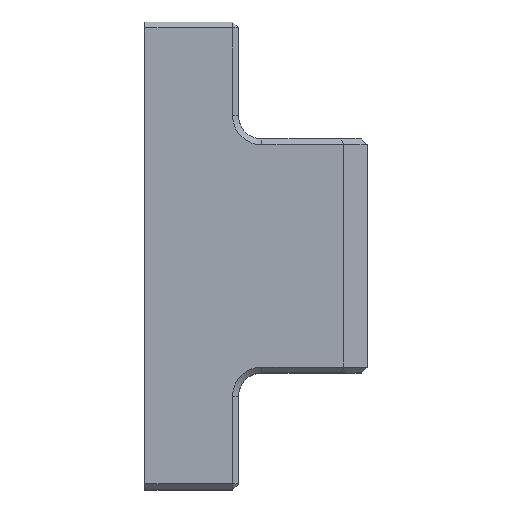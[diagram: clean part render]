
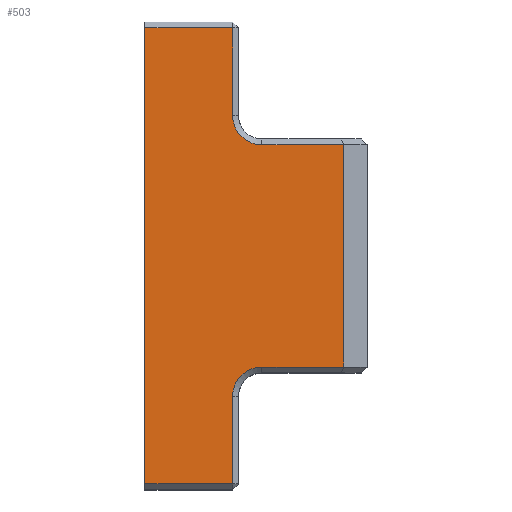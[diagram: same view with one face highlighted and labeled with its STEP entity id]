
A CAD part, top view. The second image highlights one B-rep face of the part: STEP entity #503.
In plain terms, the highlighted planar face has unit normal (0, 0, 1).
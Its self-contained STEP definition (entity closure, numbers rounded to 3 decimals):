
#5 = DIRECTION ( 'NONE',  ( 0., 0., -1. ) ) ;
#13 = AXIS2_PLACEMENT_3D ( 'NONE', #989, #5, #1117 ) ;
#31 = ORIENTED_EDGE ( 'NONE', *, *, #1244, .T. ) ;
#44 = EDGE_CURVE ( 'NONE', #647, #1305, #74, .T. ) ;
#51 = EDGE_CURVE ( 'NONE', #912, #1389, #1060, .T. ) ;
#52 = ORIENTED_EDGE ( 'NONE', *, *, #690, .T. ) ;
#58 = CARTESIAN_POINT ( 'NONE',  ( 0., -40., 10. ) ) ;
#63 = CARTESIAN_POINT ( 'NONE',  ( 17., -29.5, 10. ) ) ;
#74 = LINE ( 'NONE', #58, #636 ) ;
#117 = EDGE_CURVE ( 'NONE', #844, #1566, #1542, .T. ) ;
#196 = LINE ( 'NONE', #1624, #1229 ) ;
#200 = VERTEX_POINT ( 'NONE', #343 ) ;
#237 = DIRECTION ( 'NONE',  ( 0., 1., 0. ) ) ;
#247 = CARTESIAN_POINT ( 'NONE',  ( 7.5, 0., 10. ) ) ;
#307 = CARTESIAN_POINT ( 'NONE',  ( 7.5, -32., 10. ) ) ;
#310 = PLANE ( 'NONE',  #534 ) ;
#312 = DIRECTION ( 'NONE',  ( -1., 0., 0. ) ) ;
#315 = DIRECTION ( 'NONE',  ( -1., 0., 0. ) ) ;
#318 = EDGE_LOOP ( 'NONE', ( #1485, #1118, #863, #31, #52, #799, #1394, #1098, #396, #657 ) ) ;
#343 = CARTESIAN_POINT ( 'NONE',  ( 7.5, -8., 10. ) ) ;
#349 = CIRCLE ( 'NONE', #13, 2.5 ) ;
#359 = DIRECTION ( 'NONE',  ( 0., 1., 0. ) ) ;
#396 = ORIENTED_EDGE ( 'NONE', *, *, #51, .T. ) ;
#419 = CARTESIAN_POINT ( 'NONE',  ( 10., -10.5, 10. ) ) ;
#440 = DIRECTION ( 'NONE',  ( 0., 0., -1. ) ) ;
#498 = LINE ( 'NONE', #712, #610 ) ;
#503 = ADVANCED_FACE ( 'NONE', ( #1385 ), #310, .F. ) ;
#513 = AXIS2_PLACEMENT_3D ( 'NONE', #1178, #666, #312 ) ;
#534 = AXIS2_PLACEMENT_3D ( 'NONE', #1194, #440, #556 ) ;
#536 = CARTESIAN_POINT ( 'NONE',  ( 7.5, -0.5, 10. ) ) ;
#556 = DIRECTION ( 'NONE',  ( -1., 0., 0. ) ) ;
#576 = EDGE_CURVE ( 'NONE', #1305, #656, #196, .T. ) ;
#610 = VECTOR ( 'NONE', #1357, 1000. ) ;
#636 = VECTOR ( 'NONE', #776, 1000. ) ;
#647 = VERTEX_POINT ( 'NONE', #883 ) ;
#656 = VERTEX_POINT ( 'NONE', #1266 ) ;
#657 = ORIENTED_EDGE ( 'NONE', *, *, #1005, .T. ) ;
#666 = DIRECTION ( 'NONE',  ( 0., 0., -1. ) ) ;
#690 = EDGE_CURVE ( 'NONE', #1464, #647, #1613, .T. ) ;
#712 = CARTESIAN_POINT ( 'NONE',  ( 0., -29.5, 10. ) ) ;
#776 = DIRECTION ( 'NONE',  ( 0., -1., 0. ) ) ;
#780 = VECTOR ( 'NONE', #1336, 1000. ) ;
#784 = CARTESIAN_POINT ( 'NONE',  ( 10., -29.5, 10. ) ) ;
#799 = ORIENTED_EDGE ( 'NONE', *, *, #44, .T. ) ;
#810 = CARTESIAN_POINT ( 'NONE',  ( 0., -10.5, 10. ) ) ;
#844 = VERTEX_POINT ( 'NONE', #63 ) ;
#856 = LINE ( 'NONE', #996, #1434 ) ;
#863 = ORIENTED_EDGE ( 'NONE', *, *, #1155, .T. ) ;
#878 = DIRECTION ( 'NONE',  ( 1., 0., 0. ) ) ;
#883 = CARTESIAN_POINT ( 'NONE',  ( 0., -0.5, 10. ) ) ;
#912 = VERTEX_POINT ( 'NONE', #307 ) ;
#920 = LINE ( 'NONE', #247, #1110 ) ;
#936 = VECTOR ( 'NONE', #1509, 1000. ) ;
#953 = EDGE_CURVE ( 'NONE', #1566, #1417, #1056, .T. ) ;
#989 = CARTESIAN_POINT ( 'NONE',  ( 10., -8., 10. ) ) ;
#996 = CARTESIAN_POINT ( 'NONE',  ( 7.5, 0., 10. ) ) ;
#1005 = EDGE_CURVE ( 'NONE', #1389, #844, #498, .T. ) ;
#1014 = CARTESIAN_POINT ( 'NONE',  ( 0., -0.5, 10. ) ) ;
#1056 = LINE ( 'NONE', #810, #1436 ) ;
#1060 = CIRCLE ( 'NONE', #513, 2.5 ) ;
#1085 = CARTESIAN_POINT ( 'NONE',  ( 17., 0., 10. ) ) ;
#1098 = ORIENTED_EDGE ( 'NONE', *, *, #1237, .T. ) ;
#1110 = VECTOR ( 'NONE', #237, 1000. ) ;
#1117 = DIRECTION ( 'NONE',  ( -1., 0., 0. ) ) ;
#1118 = ORIENTED_EDGE ( 'NONE', *, *, #953, .T. ) ;
#1155 = EDGE_CURVE ( 'NONE', #1417, #200, #349, .T. ) ;
#1178 = CARTESIAN_POINT ( 'NONE',  ( 10., -32., 10. ) ) ;
#1194 = CARTESIAN_POINT ( 'NONE',  ( 0., 0., 10. ) ) ;
#1229 = VECTOR ( 'NONE', #878, 1000. ) ;
#1237 = EDGE_CURVE ( 'NONE', #656, #912, #856, .T. ) ;
#1244 = EDGE_CURVE ( 'NONE', #200, #1464, #920, .T. ) ;
#1266 = CARTESIAN_POINT ( 'NONE',  ( 7.5, -39.5, 10. ) ) ;
#1305 = VERTEX_POINT ( 'NONE', #1399 ) ;
#1336 = DIRECTION ( 'NONE',  ( 0., 1., 0. ) ) ;
#1357 = DIRECTION ( 'NONE',  ( 1., 0., 0. ) ) ;
#1385 = FACE_OUTER_BOUND ( 'NONE', #318, .T. ) ;
#1389 = VERTEX_POINT ( 'NONE', #784 ) ;
#1394 = ORIENTED_EDGE ( 'NONE', *, *, #576, .T. ) ;
#1399 = CARTESIAN_POINT ( 'NONE',  ( 0., -39.5, 10. ) ) ;
#1417 = VERTEX_POINT ( 'NONE', #419 ) ;
#1434 = VECTOR ( 'NONE', #359, 1000. ) ;
#1436 = VECTOR ( 'NONE', #315, 1000. ) ;
#1464 = VERTEX_POINT ( 'NONE', #536 ) ;
#1485 = ORIENTED_EDGE ( 'NONE', *, *, #117, .T. ) ;
#1509 = DIRECTION ( 'NONE',  ( -1., 0., 0. ) ) ;
#1542 = LINE ( 'NONE', #1085, #780 ) ;
#1566 = VERTEX_POINT ( 'NONE', #1586 ) ;
#1586 = CARTESIAN_POINT ( 'NONE',  ( 17., -10.5, 10. ) ) ;
#1613 = LINE ( 'NONE', #1014, #936 ) ;
#1624 = CARTESIAN_POINT ( 'NONE',  ( 0., -39.5, 10. ) ) ;
